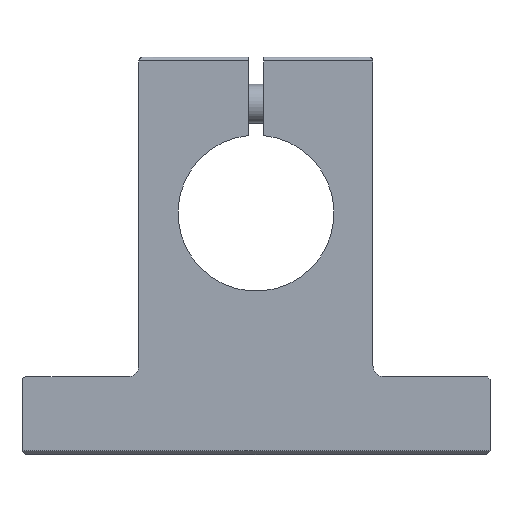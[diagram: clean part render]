
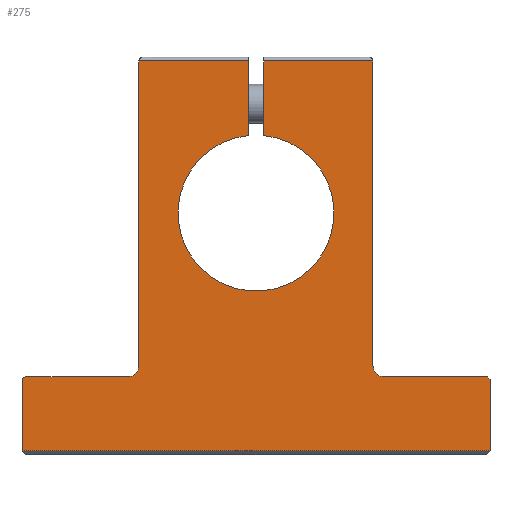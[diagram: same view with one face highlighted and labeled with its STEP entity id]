
A CAD part, left-side view. The second image highlights one B-rep face of the part: STEP entity #275.
In plain terms, the highlighted planar face has unit normal (-1, 0, 0).
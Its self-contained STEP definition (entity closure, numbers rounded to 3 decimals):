
#163=FACE_OUTER_BOUND('',#565,.T.);
#275=ADVANCED_FACE('',(#163),#388,.F.);
#388=PLANE('',#2282);
#465=CIRCLE('',#2278,1.5);
#466=CIRCLE('',#2279,0.5);
#467=CIRCLE('',#2280,1.5);
#468=CIRCLE('',#2281,10.);
#565=EDGE_LOOP('',(#818,#819,#820,#821,#822,#823,#824,#825,#826,#827,#828,
#829,#830,#831,#832,#833));
#818=ORIENTED_EDGE('',*,*,#1559,.F.);
#819=ORIENTED_EDGE('',*,*,#1566,.F.);
#820=ORIENTED_EDGE('',*,*,#1567,.F.);
#821=ORIENTED_EDGE('',*,*,#1568,.F.);
#822=ORIENTED_EDGE('',*,*,#1569,.F.);
#823=ORIENTED_EDGE('',*,*,#1570,.F.);
#824=ORIENTED_EDGE('',*,*,#1571,.F.);
#825=ORIENTED_EDGE('',*,*,#1572,.F.);
#826=ORIENTED_EDGE('',*,*,#1573,.F.);
#827=ORIENTED_EDGE('',*,*,#1574,.F.);
#828=ORIENTED_EDGE('',*,*,#1575,.F.);
#829=ORIENTED_EDGE('',*,*,#1576,.F.);
#830=ORIENTED_EDGE('',*,*,#1577,.F.);
#831=ORIENTED_EDGE('',*,*,#1578,.F.);
#832=ORIENTED_EDGE('',*,*,#1579,.F.);
#833=ORIENTED_EDGE('',*,*,#1580,.F.);
#1354=VERTEX_POINT('',#3645);
#1357=VERTEX_POINT('',#3650);
#1360=VERTEX_POINT('',#3665);
#1361=VERTEX_POINT('',#3667);
#1362=VERTEX_POINT('',#3669);
#1363=VERTEX_POINT('',#3671);
#1364=VERTEX_POINT('',#3673);
#1365=VERTEX_POINT('',#3675);
#1366=VERTEX_POINT('',#3677);
#1367=VERTEX_POINT('',#3679);
#1368=VERTEX_POINT('',#3681);
#1369=VERTEX_POINT('',#3683);
#1370=VERTEX_POINT('',#3685);
#1371=VERTEX_POINT('',#3687);
#1372=VERTEX_POINT('',#3689);
#1373=VERTEX_POINT('',#3691);
#1559=EDGE_CURVE('',#1357,#1354,#1943,.T.);
#1566=EDGE_CURVE('',#1360,#1357,#1948,.T.);
#1567=EDGE_CURVE('',#1361,#1360,#465,.T.);
#1568=EDGE_CURVE('',#1362,#1361,#1949,.T.);
#1569=EDGE_CURVE('',#1363,#1362,#466,.T.);
#1570=EDGE_CURVE('',#1364,#1363,#1950,.T.);
#1571=EDGE_CURVE('',#1365,#1364,#1951,.T.);
#1572=EDGE_CURVE('',#1366,#1365,#1952,.T.);
#1573=EDGE_CURVE('',#1367,#1366,#1953,.T.);
#1574=EDGE_CURVE('',#1368,#1367,#1954,.T.);
#1575=EDGE_CURVE('',#1369,#1368,#467,.T.);
#1576=EDGE_CURVE('',#1370,#1369,#1955,.T.);
#1577=EDGE_CURVE('',#1371,#1370,#1956,.T.);
#1578=EDGE_CURVE('',#1372,#1371,#1957,.T.);
#1579=EDGE_CURVE('',#1373,#1372,#468,.T.);
#1580=EDGE_CURVE('',#1354,#1373,#1958,.T.);
#1943=LINE('',#3651,#2110);
#1948=LINE('',#3664,#2115);
#1949=LINE('',#3668,#2116);
#1950=LINE('',#3672,#2117);
#1951=LINE('',#3674,#2118);
#1952=LINE('',#3676,#2119);
#1953=LINE('',#3678,#2120);
#1954=LINE('',#3680,#2121);
#1955=LINE('',#3684,#2122);
#1956=LINE('',#3686,#2123);
#1957=LINE('',#3688,#2124);
#1958=LINE('',#3692,#2125);
#2110=VECTOR('',#2491,1.);
#2115=VECTOR('',#2508,1.);
#2116=VECTOR('',#2511,1.);
#2117=VECTOR('',#2514,1.);
#2118=VECTOR('',#2515,1.);
#2119=VECTOR('',#2516,1.);
#2120=VECTOR('',#2517,1.);
#2121=VECTOR('',#2518,1.);
#2122=VECTOR('',#2521,1.);
#2123=VECTOR('',#2522,1.);
#2124=VECTOR('',#2523,1.);
#2125=VECTOR('',#2526,1.);
#2278=AXIS2_PLACEMENT_3D('',#3666,#2509,#2510);
#2279=AXIS2_PLACEMENT_3D('',#3670,#2512,#2513);
#2280=AXIS2_PLACEMENT_3D('',#3682,#2519,#2520);
#2281=AXIS2_PLACEMENT_3D('',#3690,#2524,#2525);
#2282=AXIS2_PLACEMENT_3D('',#3693,#2527,#2528);
#2491=DIRECTION('',(0.,-1.,0.));
#2508=DIRECTION('',(0.,0.,1.));
#2509=DIRECTION('',(-1.,0.,0.));
#2510=DIRECTION('',(0.,-0.707,-0.707));
#2511=DIRECTION('',(0.,-1.,0.));
#2512=DIRECTION('',(1.,0.,0.));
#2513=DIRECTION('',(0.,0.707,0.707));
#2514=DIRECTION('',(0.,0.,1.));
#2515=DIRECTION('',(0.,1.,0.));
#2516=DIRECTION('',(0.,0.,-1.));
#2517=DIRECTION('',(0.,-0.707,-0.707));
#2518=DIRECTION('',(0.,-1.,0.));
#2519=DIRECTION('',(-1.,0.,0.));
#2520=DIRECTION('',(0.,0.707,-0.707));
#2521=DIRECTION('',(0.,0.,-1.));
#2522=DIRECTION('',(0.,-1.,0.));
#2523=DIRECTION('',(0.,0.,1.));
#2524=DIRECTION('',(-1.,0.,0.));
#2525=DIRECTION('',(0.,-1.,0.));
#2526=DIRECTION('',(0.,0.,-1.));
#2527=DIRECTION('',(1.,0.,0.));
#2528=DIRECTION('',(0.,0.,-1.));
#3645=CARTESIAN_POINT('',(0.,1.,19.5));
#3650=CARTESIAN_POINT('',(0.,15.,19.5));
#3651=CARTESIAN_POINT('',(0.,15.,19.5));
#3664=CARTESIAN_POINT('',(0.,15.,-19.5));
#3665=CARTESIAN_POINT('',(0.,15.,-19.5));
#3666=CARTESIAN_POINT('',(0.,16.5,-19.5));
#3667=CARTESIAN_POINT('',(0.,16.5,-21.));
#3668=CARTESIAN_POINT('',(0.,29.5,-21.));
#3669=CARTESIAN_POINT('',(0.,29.5,-21.));
#3670=CARTESIAN_POINT('',(0.,29.5,-21.5));
#3671=CARTESIAN_POINT('',(0.,30.,-21.5));
#3672=CARTESIAN_POINT('',(0.,30.,-30.5));
#3673=CARTESIAN_POINT('',(0.,30.,-30.5));
#3674=CARTESIAN_POINT('',(0.,-30.,-30.5));
#3675=CARTESIAN_POINT('',(0.,-30.,-30.5));
#3676=CARTESIAN_POINT('',(0.,-30.,-21.3));
#3677=CARTESIAN_POINT('',(0.,-30.,-21.3));
#3678=CARTESIAN_POINT('',(0.,-29.7,-21.));
#3679=CARTESIAN_POINT('',(0.,-29.7,-21.));
#3680=CARTESIAN_POINT('',(0.,-16.5,-21.));
#3681=CARTESIAN_POINT('',(0.,-16.5,-21.));
#3682=CARTESIAN_POINT('',(0.,-16.5,-19.5));
#3683=CARTESIAN_POINT('',(0.,-15.,-19.5));
#3684=CARTESIAN_POINT('',(0.,-15.,19.5));
#3685=CARTESIAN_POINT('',(0.,-15.,19.5));
#3686=CARTESIAN_POINT('',(0.,-1.,19.5));
#3687=CARTESIAN_POINT('',(0.,-1.,19.5));
#3688=CARTESIAN_POINT('',(0.,-1.,9.95));
#3689=CARTESIAN_POINT('',(0.,-1.,9.95));
#3690=CARTESIAN_POINT('',(0.,0.,0.));
#3691=CARTESIAN_POINT('',(0.,1.,9.95));
#3692=CARTESIAN_POINT('',(0.,1.,19.5));
#3693=CARTESIAN_POINT('',(0.,0.,-7.153));
